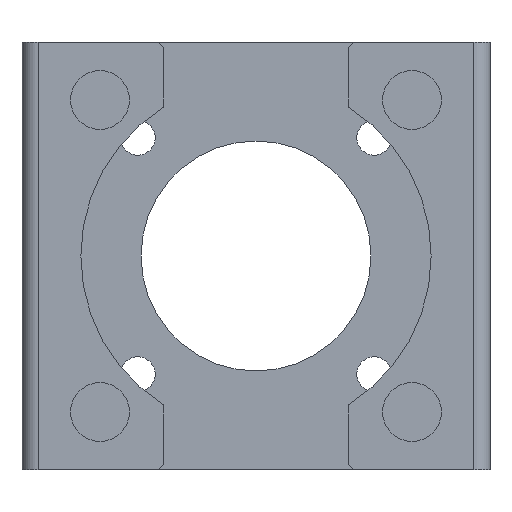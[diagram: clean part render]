
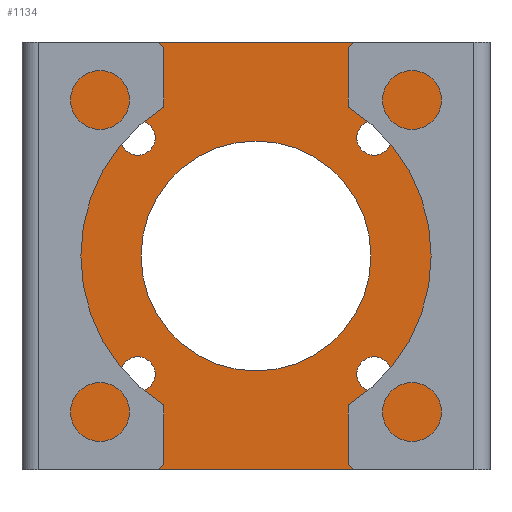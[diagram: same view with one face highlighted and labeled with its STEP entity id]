
A CAD part, front view. The second image highlights one B-rep face of the part: STEP entity #1134.
In plain terms, the highlighted planar face has unit normal (0, -1, 0).
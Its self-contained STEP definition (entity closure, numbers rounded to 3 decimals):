
#202 = VECTOR ( 'NONE', #683, 1000. ) ;
#290 = DIRECTION ( 'NONE',  ( 0., 1., 0. ) ) ;
#377 = DIRECTION ( 'NONE',  ( 0., 0., 1. ) ) ;
#431 = CARTESIAN_POINT ( 'NONE',  ( 81.5, 65., 80. ) ) ;
#638 = VECTOR ( 'NONE', #730, 1000. ) ;
#639 = VECTOR ( 'NONE', #775, 1000. ) ;
#677 = CARTESIAN_POINT ( 'NONE',  ( 81.5, 65., -80. ) ) ;
#683 = DIRECTION ( 'NONE',  ( 1., 0., 0. ) ) ;
#697 = CARTESIAN_POINT ( 'NONE',  ( 81.5, 65., 80. ) ) ;
#730 = DIRECTION ( 'NONE',  ( 1., 0., 0. ) ) ;
#734 = CARTESIAN_POINT ( 'NONE',  ( 81.5, 65., 80. ) ) ;
#766 = CARTESIAN_POINT ( 'NONE',  ( 81.5, 65., 80. ) ) ;
#775 = DIRECTION ( 'NONE',  ( 0., 0., -1. ) ) ;
#776 = LINE ( 'NONE', #697, #639 ) ;
#777 = LINE ( 'NONE', #766, #638 ) ;
#783 = LINE ( 'NONE', #677, #202 ) ;
#967 = DIRECTION ( 'NONE',  ( 0., -1., 0. ) ) ;
#968 = DIRECTION ( 'NONE',  ( 0., 0., 1. ) ) ;
#971 = CARTESIAN_POINT ( 'NONE',  ( 0., 65., 0. ) ) ;
#974 = DIRECTION ( 'NONE',  ( 0., 0., -1. ) ) ;
#982 = DIRECTION ( 'NONE',  ( 0., -1., 0. ) ) ;
#983 = CARTESIAN_POINT ( 'NONE',  ( 44.194, 65., -44.194 ) ) ;
#1042 = DIRECTION ( 'NONE',  ( 0., 0., 1. ) ) ;
#1058 = DIRECTION ( 'NONE',  ( 0., -1., 0. ) ) ;
#1060 = CARTESIAN_POINT ( 'NONE',  ( -44.194, 65., -44.194 ) ) ;
#1066 = DIRECTION ( 'NONE',  ( 0., 0., 1. ) ) ;
#1067 = DIRECTION ( 'NONE',  ( 0., -1., 0. ) ) ;
#1068 = CARTESIAN_POINT ( 'NONE',  ( -44.194, 65., 44.194 ) ) ;
#1072 = LINE ( 'NONE', #1114, #1887 ) ;
#1075 = DIRECTION ( 'NONE',  ( 0., 0., 1. ) ) ;
#1078 = DIRECTION ( 'NONE',  ( 0., -1., 0. ) ) ;
#1083 = CARTESIAN_POINT ( 'NONE',  ( 44.194, 65., 44.194 ) ) ;
#1114 = CARTESIAN_POINT ( 'NONE',  ( -81.5, 65., 80. ) ) ;
#1130 = DIRECTION ( 'NONE',  ( 0., 0., 1. ) ) ;
#1134 = ADVANCED_FACE ( 'NONE', ( #1672, #1727, #1687, #1704, #1661, #1620 ), #1619, .F. ) ;
#1158 = EDGE_CURVE ( 'NONE', #1284, #1284, #1878, .T. ) ;
#1159 = EDGE_CURVE ( 'NONE', #1286, #1286, #1880, .T. ) ;
#1160 = EDGE_CURVE ( 'NONE', #1288, #1288, #1882, .T. ) ;
#1161 = EDGE_CURVE ( 'NONE', #1290, #1290, #1884, .T. ) ;
#1162 = EDGE_CURVE ( 'NONE', #1292, #1292, #1886, .T. ) ;
#1164 = EDGE_CURVE ( 'NONE', #1679, #1626, #1072, .T. ) ;
#1242 = EDGE_CURVE ( 'NONE', #1625, #1680, #776, .T. ) ;
#1243 = EDGE_CURVE ( 'NONE', #1679, #1625, #777, .T. ) ;
#1248 = EDGE_CURVE ( 'NONE', #1626, #1680, #783, .T. ) ;
#1282 = CARTESIAN_POINT ( 'NONE',  ( -81.5, 65., -80. ) ) ;
#1284 = VERTEX_POINT ( 'NONE', #1287 ) ;
#1286 = VERTEX_POINT ( 'NONE', #1289 ) ;
#1287 = CARTESIAN_POINT ( 'NONE',  ( 0., 65., 43. ) ) ;
#1288 = VERTEX_POINT ( 'NONE', #1291 ) ;
#1289 = CARTESIAN_POINT ( 'NONE',  ( 44.194, 65., -37.694 ) ) ;
#1290 = VERTEX_POINT ( 'NONE', #1293 ) ;
#1291 = CARTESIAN_POINT ( 'NONE',  ( 44.194, 65., 50.694 ) ) ;
#1292 = VERTEX_POINT ( 'NONE', #1295 ) ;
#1293 = CARTESIAN_POINT ( 'NONE',  ( -44.194, 65., 50.694 ) ) ;
#1295 = CARTESIAN_POINT ( 'NONE',  ( -44.194, 65., -37.694 ) ) ;
#1370 = CARTESIAN_POINT ( 'NONE',  ( 81.5, 65., -80. ) ) ;
#1373 = CARTESIAN_POINT ( 'NONE',  ( -81.5, 65., 80. ) ) ;
#1422 = EDGE_LOOP ( 'NONE', ( #1567 ) ) ;
#1427 = EDGE_LOOP ( 'NONE', ( #1518 ) ) ;
#1430 = EDGE_LOOP ( 'NONE', ( #1545 ) ) ;
#1518 = ORIENTED_EDGE ( 'NONE', *, *, #1161, .F. ) ;
#1535 = ORIENTED_EDGE ( 'NONE', *, *, #1242, .F. ) ;
#1536 = ORIENTED_EDGE ( 'NONE', *, *, #1248, .T. ) ;
#1537 = ORIENTED_EDGE ( 'NONE', *, *, #1159, .F. ) ;
#1538 = ORIENTED_EDGE ( 'NONE', *, *, #1158, .F. ) ;
#1545 = ORIENTED_EDGE ( 'NONE', *, *, #1160, .F. ) ;
#1567 = ORIENTED_EDGE ( 'NONE', *, *, #1162, .F. ) ;
#1590 = ORIENTED_EDGE ( 'NONE', *, *, #1243, .F. ) ;
#1591 = ORIENTED_EDGE ( 'NONE', *, *, #1164, .T. ) ;
#1619 = PLANE ( 'NONE',  #1790 ) ;
#1620 = FACE_OUTER_BOUND ( 'NONE', #1662, .T. ) ;
#1625 = VERTEX_POINT ( 'NONE', #734 ) ;
#1626 = VERTEX_POINT ( 'NONE', #1282 ) ;
#1659 = EDGE_LOOP ( 'NONE', ( #1537 ) ) ;
#1661 = FACE_BOUND ( 'NONE', #1684, .T. ) ;
#1662 = EDGE_LOOP ( 'NONE', ( #1536, #1535, #1590, #1591 ) ) ;
#1672 = FACE_BOUND ( 'NONE', #1422, .T. ) ;
#1679 = VERTEX_POINT ( 'NONE', #1373 ) ;
#1680 = VERTEX_POINT ( 'NONE', #1370 ) ;
#1684 = EDGE_LOOP ( 'NONE', ( #1538 ) ) ;
#1687 = FACE_BOUND ( 'NONE', #1430, .T. ) ;
#1704 = FACE_BOUND ( 'NONE', #1659, .T. ) ;
#1727 = FACE_BOUND ( 'NONE', #1427, .T. ) ;
#1790 = AXIS2_PLACEMENT_3D ( 'NONE', #431, #290, #377 ) ;
#1875 = AXIS2_PLACEMENT_3D ( 'NONE', #971, #967, #968 ) ;
#1877 = AXIS2_PLACEMENT_3D ( 'NONE', #983, #982, #1130 ) ;
#1878 = CIRCLE ( 'NONE', #1875, 43. ) ;
#1879 = AXIS2_PLACEMENT_3D ( 'NONE', #1083, #1078, #1075 ) ;
#1880 = CIRCLE ( 'NONE', #1877, 6.5 ) ;
#1881 = AXIS2_PLACEMENT_3D ( 'NONE', #1068, #1067, #1066 ) ;
#1882 = CIRCLE ( 'NONE', #1879, 6.5 ) ;
#1883 = AXIS2_PLACEMENT_3D ( 'NONE', #1060, #1058, #1042 ) ;
#1884 = CIRCLE ( 'NONE', #1881, 6.5 ) ;
#1886 = CIRCLE ( 'NONE', #1883, 6.5 ) ;
#1887 = VECTOR ( 'NONE', #974, 1000. ) ;
